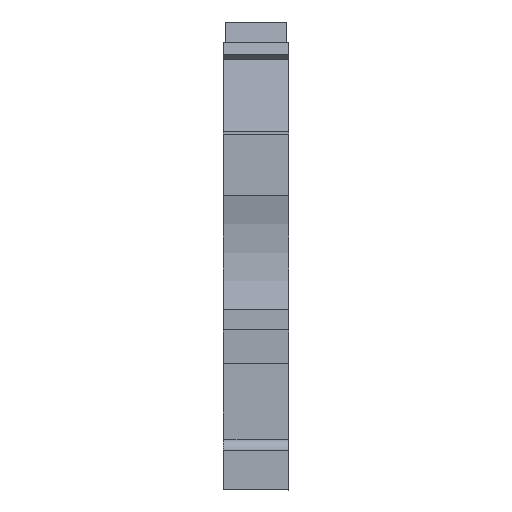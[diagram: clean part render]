
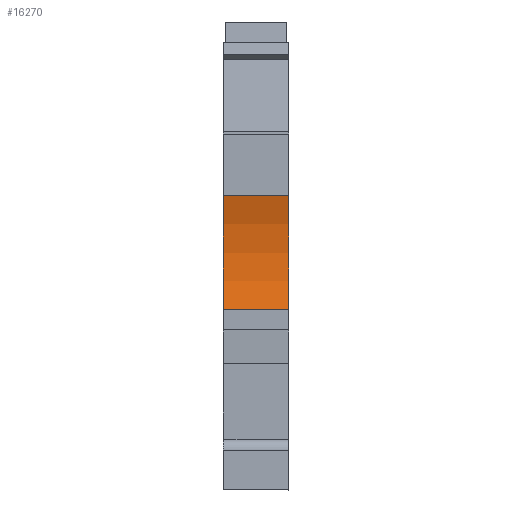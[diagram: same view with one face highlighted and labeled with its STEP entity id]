
A CAD part, front view. The second image highlights one B-rep face of the part: STEP entity #16270.
In plain terms, the highlighted cylindrical face has radius 15 mm (diameter 30 mm), a partial arc.
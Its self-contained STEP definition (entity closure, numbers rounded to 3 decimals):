
#15660=CARTESIAN_POINT('',(-1.878,16.929,
-5.15));
#15670=VERTEX_POINT('',#15660);
#15750=CARTESIAN_POINT('',(-1.878,16.929,
0.));
#15760=VERTEX_POINT('',#15750);
#15790=CARTESIAN_POINT('',(-1.878,16.929,
-5.15));
#15800=DIRECTION('',(0.,0.,1.));
#15810=VECTOR('',#15800,1.);
#15820=LINE('',#15790,#15810);
#15830=EDGE_CURVE('',#15670,#15760,#15820,.T.);
#15950=CARTESIAN_POINT('',(-15.532,10.719,
-5.15));
#15960=DIRECTION('',(0.,0.,1.));
#15970=DIRECTION('',(0.993,0.122,
0.));
#15980=AXIS2_PLACEMENT_3D('',#15950,#15960,#15970);
#15990=CYLINDRICAL_SURFACE('',#15980,15.);
#16000=CARTESIAN_POINT('',(-15.532,10.719,
-5.15));
#16010=DIRECTION('',(0.,0.,1.));
#16020=DIRECTION('',(0.993,0.122,
0.));
#16030=AXIS2_PLACEMENT_3D('',#16000,#16010,#16020);
#16040=CIRCLE('',#16030,15.);
#16050=CARTESIAN_POINT('',(-0.781,7.997,
-5.15));
#16060=VERTEX_POINT('',#16050);
#16070=EDGE_CURVE('',#16060,#15670,#16040,.T.);
#16080=ORIENTED_EDGE('',*,*,#16070,.F.);
#16090=ORIENTED_EDGE('',*,*,#15830,.F.);
#16100=CARTESIAN_POINT('',(-15.532,10.719,
0.));
#16110=DIRECTION('',(0.,0.,1.));
#16120=DIRECTION('',(0.993,0.122,
0.));
#16130=AXIS2_PLACEMENT_3D('',#16100,#16110,#16120);
#16140=CIRCLE('',#16130,15.);
#16150=CARTESIAN_POINT('',(-0.781,7.997,
0.));
#16160=VERTEX_POINT('',#16150);
#16170=EDGE_CURVE('',#16160,#15760,#16140,.T.);
#16180=ORIENTED_EDGE('',*,*,#16170,.T.);
#16190=CARTESIAN_POINT('',(-0.781,7.997,
-5.15));
#16200=DIRECTION('',(0.,0.,1.));
#16210=VECTOR('',#16200,1.);
#16220=LINE('',#16190,#16210);
#16230=EDGE_CURVE('',#16060,#16160,#16220,.T.);
#16240=ORIENTED_EDGE('',*,*,#16230,.T.);
#16250=EDGE_LOOP('',(#16240,#16180,#16090,#16080));
#16260=FACE_OUTER_BOUND('',#16250,.T.);
#16270=ADVANCED_FACE('',(#16260),#15990,.F.);
